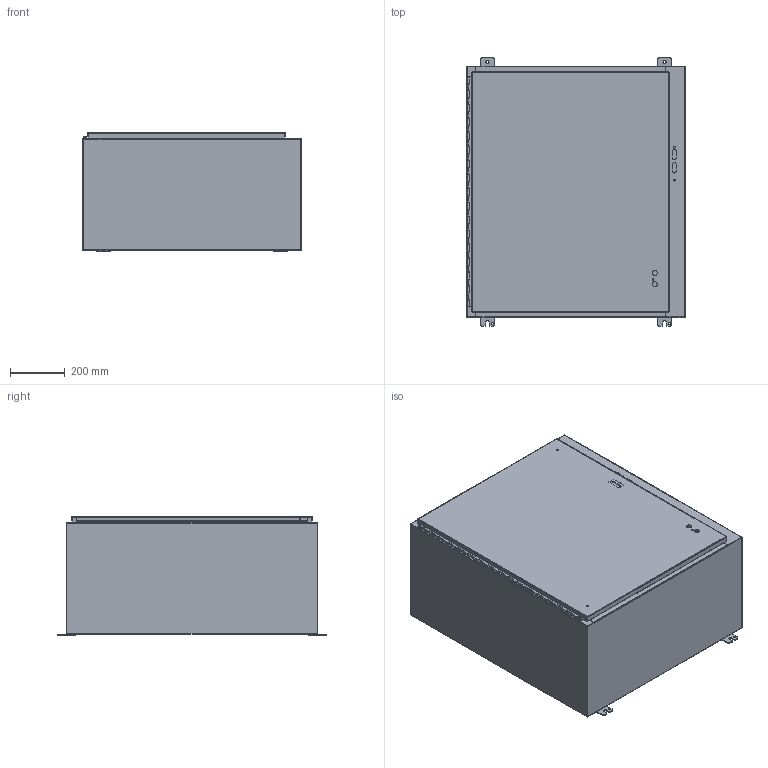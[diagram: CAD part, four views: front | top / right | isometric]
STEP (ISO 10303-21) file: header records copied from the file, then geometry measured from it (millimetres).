
FILE_DESCRIPTION((''),'2;1');
FILE_NAME('SDN12363116.stp','2012-08-30T08:04:23',('dnichola'),(''),'Autodesk Inventor 2012','Autodesk Inventor 2012','');
FILE_SCHEMA(('AUTOMOTIVE_DESIGN { 1 0 10303 214 1 1 1 1 }'));
Length unit declared in the file: inch
Products named in the file (16): SDN12363116; SDN12363116BLR; 3889; 34840; SDN123631LID; 38811; HFW3092; 349129; 3881; HFW3888; SDN123116TOP; SDN123116BTM; 328134; 328134T; 328134L; 328134P
Assembly tree (25 placements, depth 3):
  SDN12363116
    SDN12363116BLR
    3889  x6
    34840  x4
    SDN123631LID
    38811  x2
    HFW3092
    349129  x2
    3881
    HFW3888
    SDN123116TOP
    SDN123116BTM
    328134
      328134T
      328134L
      328134P
Bounding box: 796.92 x 977.9 x 433.2 mm (x, y, z)
Volume: 5763741.6 mm3; surface area: 6149040.3 mm2
Topology: 24 solids, 24 shells, 708 faces, 1873 edges, 1229 vertices
Faces by surface type: plane 441, cylinder 218, cone 29, bspline 12, torus 8
Full cylindrical faces by diameter (mm): 2.921 x2, 3.048 x1, 3.962 x2, 4.826 x2, 6.35 x4, 7.137 x2, 7.95 x4, 8.382 x14, 8.56 x1, 11.125 x4, 15.875 x7, 17.856 x2
Entity records: 19547 total; most frequent: CARTESIAN_POINT 3798, ORIENTED_EDGE 3146, DIRECTION 3139, EDGE_CURVE 1573, VECTOR 1151, LINE 1151, VERTEX_POINT 1055, AXIS2_PLACEMENT_3D 994
